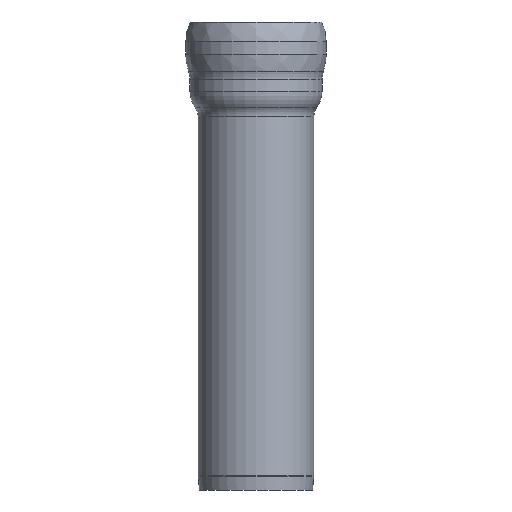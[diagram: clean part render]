
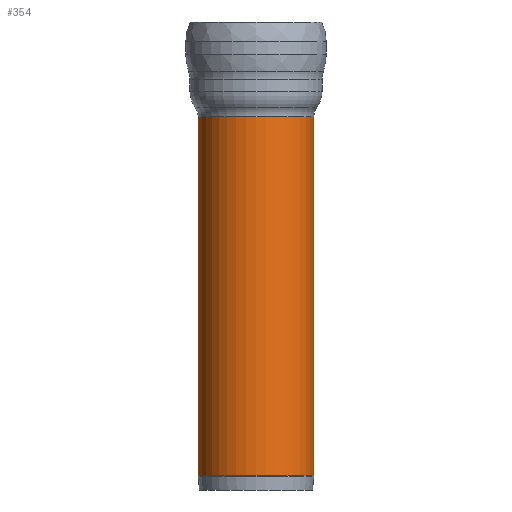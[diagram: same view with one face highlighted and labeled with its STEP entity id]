
A CAD part, front view. The second image highlights one B-rep face of the part: STEP entity #354.
In plain terms, the highlighted cylindrical face has radius 210 mm (diameter 420 mm), a full revolution.
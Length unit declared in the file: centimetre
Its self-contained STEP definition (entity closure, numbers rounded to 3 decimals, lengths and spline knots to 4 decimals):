
#24=CYLINDRICAL_SURFACE('',#384,21.);
#31=LINE('',#602,#41);
#41=VECTOR('',#465,21.);
#56=FACE_OUTER_BOUND('',#77,.T.);
#77=EDGE_LOOP('',(#244,#245,#246,#247,#248,#249));
#96=CIRCLE('',#377,21.);
#100=CIRCLE('',#381,21.);
#102=CIRCLE('',#385,21.);
#103=CIRCLE('',#386,21.);
#142=VERTEX_POINT('',#585);
#143=VERTEX_POINT('',#586);
#147=VERTEX_POINT('',#599);
#148=VERTEX_POINT('',#600);
#177=EDGE_CURVE('',#142,#143,#96,.T.);
#181=EDGE_CURVE('',#143,#142,#100,.T.);
#184=EDGE_CURVE('',#147,#148,#102,.T.);
#185=EDGE_CURVE('',#148,#142,#31,.T.);
#186=EDGE_CURVE('',#148,#147,#103,.T.);
#244=ORIENTED_EDGE('',*,*,#184,.T.);
#245=ORIENTED_EDGE('',*,*,#185,.T.);
#246=ORIENTED_EDGE('',*,*,#181,.F.);
#247=ORIENTED_EDGE('',*,*,#177,.F.);
#248=ORIENTED_EDGE('',*,*,#185,.F.);
#249=ORIENTED_EDGE('',*,*,#186,.T.);
#354=ADVANCED_FACE('',(#56),#24,.T.);
#377=AXIS2_PLACEMENT_3D('',#587,#446,#447);
#381=AXIS2_PLACEMENT_3D('',#593,#454,#455);
#384=AXIS2_PLACEMENT_3D('',#598,#461,#462);
#385=AXIS2_PLACEMENT_3D('',#601,#463,#464);
#386=AXIS2_PLACEMENT_3D('',#603,#466,#467);
#446=DIRECTION('center_axis',(0.,0.,-1.));
#447=DIRECTION('ref_axis',(1.,0.,0.));
#454=DIRECTION('center_axis',(0.,0.,-1.));
#455=DIRECTION('ref_axis',(1.,0.,0.));
#461=DIRECTION('center_axis',(0.,0.,1.));
#462=DIRECTION('ref_axis',(-1.,0.,0.));
#463=DIRECTION('center_axis',(0.,0.,-1.));
#464=DIRECTION('ref_axis',(1.,0.,0.));
#465=DIRECTION('',(0.,0.,-1.));
#466=DIRECTION('center_axis',(0.,0.,-1.));
#467=DIRECTION('ref_axis',(1.,0.,0.));
#585=CARTESIAN_POINT('',(21.,0.,5.2183));
#586=CARTESIAN_POINT('',(0.,21.,5.2183));
#587=CARTESIAN_POINT('Origin',(0.,0.,
5.2183));
#593=CARTESIAN_POINT('Origin',(0.,0.,
5.2183));
#598=CARTESIAN_POINT('Origin',(0.,0.,
5.5));
#599=CARTESIAN_POINT('',(0.,-21.,135.4944));
#600=CARTESIAN_POINT('',(21.,0.,135.4944));
#601=CARTESIAN_POINT('Origin',(0.,0.,
135.4944));
#602=CARTESIAN_POINT('',(21.,0.,5.5));
#603=CARTESIAN_POINT('Origin',(0.,0.,
135.4944));
